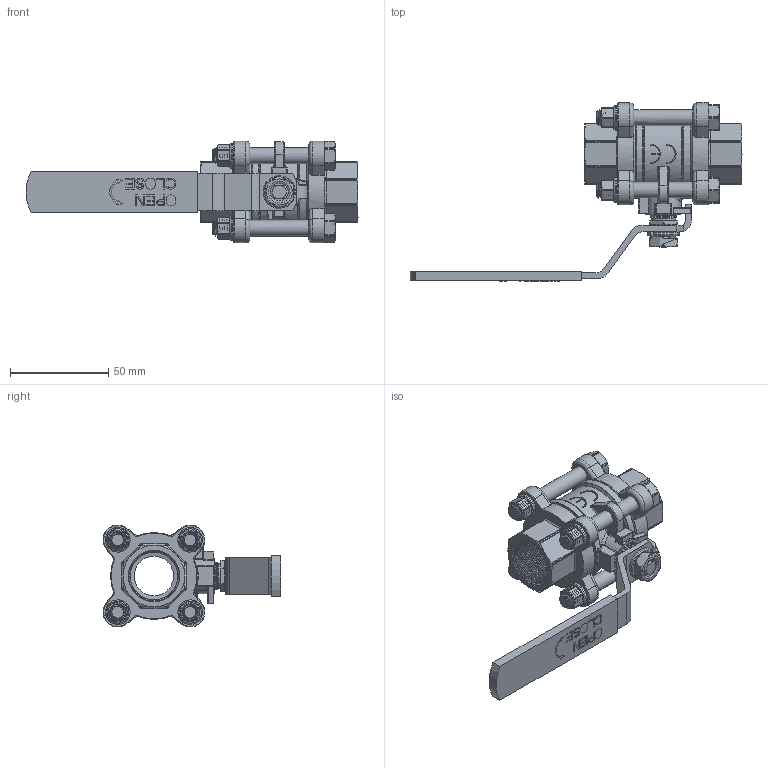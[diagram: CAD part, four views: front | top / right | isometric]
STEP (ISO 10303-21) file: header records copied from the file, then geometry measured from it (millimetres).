
FILE_DESCRIPTION((''),'2;1');
FILE_NAME('911-20.stp','2011-10-27T14:56:06',('gkl'),(''),'Autodesk Inventor 2010','Autodesk Inventor 2010','');
FILE_SCHEMA(('AUTOMOTIVE_DESIGN { 1 0 10303 214 1 1 1 1 }'));
Length unit declared in the file: millimetre
Products named in the file (1): 9020zh-1_asm_Konturvereinfachung_1
Bounding box: 168.75 x 90.43 x 51.77 mm (x, y, z)
Volume: 15611.8 mm3; surface area: 52600.6 mm2
Topology: 2 solids, 3 shells, 1723 faces, 5020 edges, 3310 vertices
Faces by surface type: plane 847, cylinder 503, bspline 148, torus 106, cone 102, sphere 17
Full cylindrical faces by diameter (mm): 8 x47, 9.5 x1, 10 x2, 12.5 x1, 12.504 x1, 12.7 x1, 13.2 x5, 20 x2, 24.3 x36, 33 x2, 35 x2, 39.3 x2
Entity records: 91317 total; most frequent: CARTESIAN_POINT 50442, ORIENTED_EDGE 9292, DIRECTION 7636, EDGE_CURVE 4646, VERTEX_POINT 3128, AXIS2_PLACEMENT_3D 2823, VECTOR 1990, LINE 1990
